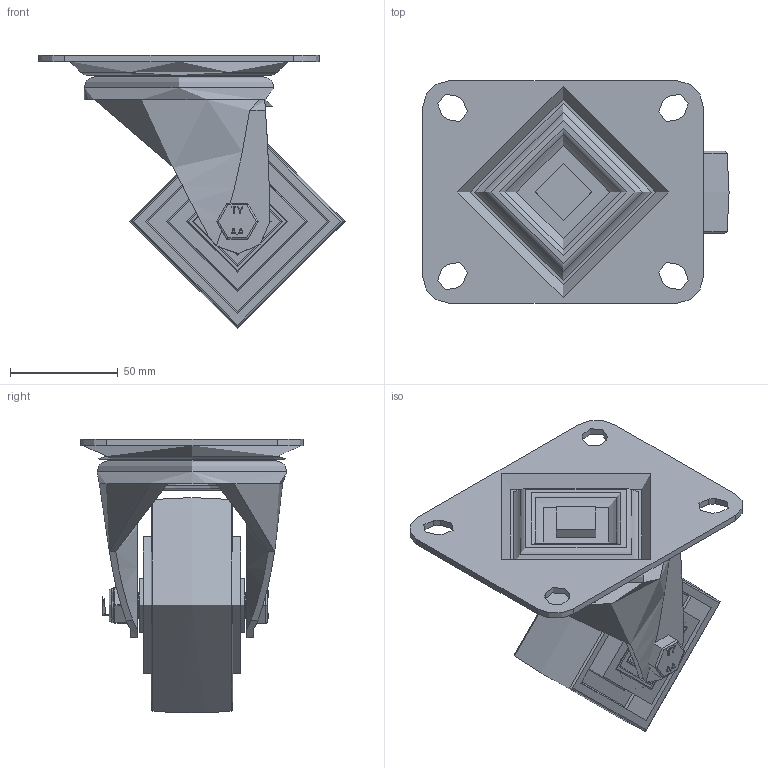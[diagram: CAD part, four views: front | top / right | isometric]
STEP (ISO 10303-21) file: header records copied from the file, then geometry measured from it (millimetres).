
FILE_DESCRIPTION(/* description */ (''),/* implementation_level */ '2;1');
FILE_NAME(/* name */ 'BZH100CIBJLP.step',/* time_stamp */ '2024-05-08T15:20:06+01:00',/* author */ (''),/* organization */ (''),/* preprocessor_version */ 'ST-DEVELOPER v20',/* originating_system */ 'Autodesk Translation Framework v12.20.1.177',/* authorisation */ '');
FILE_SCHEMA (('AUTOMOTIVE_DESIGN { 1 0 10303 214 3 1 1 }'));
Length unit declared in the file: millimetre
Products named in the file (28): BZH100CIBJLP; BZH100ASLP v1; ZINC PLATED PRESSED STEEL FORK; ZINC PLATED PRESSED STEEL TOP PLATE; BZMH100WCIBJM20 v1; CAST IRON WHEEL; BEARING6204; BALL BEARINGS; BEARING6204 (1); BALL BEARINGS (1); Component3; INNER; OUTER; MIDDLE; RUBBER; BEARING SPACER; TH20X2X12 v1; ZINC PLATED HEADED SPACER; TH20X2X12 v1 (1); ZINC PLATED HEADED SPACER (1); TUBEM12X50X10 v1; ZINC PLATED AXLE TUBE; HEXBOLTM10X70Z8.8 v2; GRADE 8.8 THREADED ZINC PLATED BOLT; NYLOCM10Z v1; NYLOC NUT; RUBBER (1); NUT
Assembly tree (46 placements, depth 5):
  BZH100CIBJLP
    BZH100ASLP v1
      ZINC PLATED PRESSED STEEL FORK
      ZINC PLATED PRESSED STEEL TOP PLATE
    BZMH100WCIBJM20 v1
      CAST IRON WHEEL
      BEARING6204
        INNER
        OUTER
        BALL BEARINGS
          Component3  x8
        MIDDLE
        RUBBER
      BEARING6204 (1)
        BALL BEARINGS (1)
          Component3  x8
        INNER
        OUTER
        MIDDLE
        RUBBER
      BEARING SPACER
    TH20X2X12 v1
      ZINC PLATED HEADED SPACER
    TH20X2X12 v1 (1)
      ZINC PLATED HEADED SPACER (1)
    TUBEM12X50X10 v1
      ZINC PLATED AXLE TUBE
    HEXBOLTM10X70Z8.8 v2
      GRADE 8.8 THREADED ZINC PLATED BOLT
    NYLOCM10Z v1
      NYLOC NUT
        RUBBER (1)
        NUT
Bounding box: 142 x 103 x 127.03 mm (x, y, z)
Volume: 311078.1 mm3; surface area: 155115.5 mm2
Topology: 36 solids, 36 shells, 1034 faces, 2592 edges, 1716 vertices
Faces by surface type: plane 407, bspline 339, cylinder 195, sphere 60, torus 31, cone 2
Full cylindrical faces by diameter (mm): 8.141 x18, 9.85 x19, 10 x3, 10.2 x1, 10.5 x2, 11.9 x1, 12 x2, 12.2 x2, 16 x2, 19.8 x2, 20 x3, 23 x1, 25 x2, 26 x1, 27 x2, 28 x1, 28.5 x8, 30 x1, 30.8 x4, 31.3 x4, 36 x1, 40.3 x4, 40.5 x4, 40.8 x4, 42 x10, 44 x1, 47 x4, 63.5 x2, 82 x1, 85.5 x2
Entity records: 27953 total; most frequent: CARTESIAN_POINT 12295, ORIENTED_EDGE 3258, DIRECTION 2677, EDGE_CURVE 1629, VERTEX_POINT 1078, AXIS2_PLACEMENT_3D 990, EDGE_LOOP 819, LINE 697
